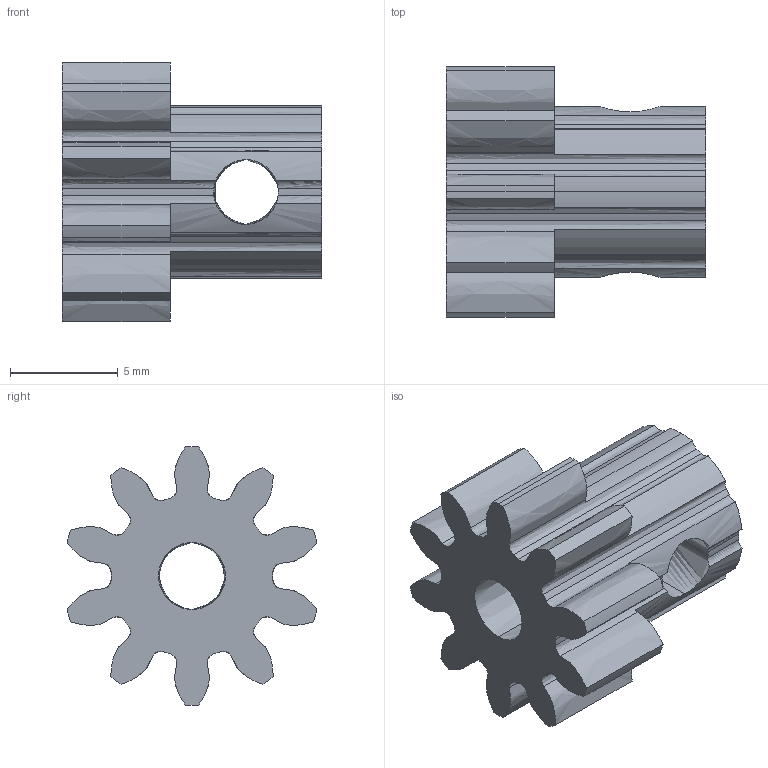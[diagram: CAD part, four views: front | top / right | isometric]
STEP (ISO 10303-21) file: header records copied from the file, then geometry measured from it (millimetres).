
FILE_DESCRIPTION(/* description */ ('STEP AP242','CAx-IF Rec.Pracs.---Representation and Presentation of Product Manufacturing Information (PMI)---4.0---2014-10-13','CAx-IF Rec.Pracs.---3D Tessellated Geometry---0.4---2014-09-14','2;1'),/* implementation_level */ '2;1');
FILE_NAME(/* name */ '68f3cb02488328ffa0b11bed',/* time_stamp */ '2025-10-18T17:14:42Z',/* author */ (''),/* organization */ (''),/* preprocessor_version */ 'ST-DEVELOPER v20',/* originating_system */ 'ONSHAPE BY PTC INC, 1.205',/* authorisation */ ' ');
FILE_SCHEMA (('AP242_MANAGED_MODEL_BASED_3D_ENGINEERING_MIM_LF { 1 0 10303 442 1 1 4 }'));
Length unit declared in the file: metre
Products named in the file (1): Spur gear (10 teeth)
Bounding box: 12 x 11.58 x 12 mm (x, y, z)
Volume: 586.3 mm3; surface area: 768.4 mm2
Topology: 1 solids, 1 shells, 96 faces, 292 edges, 196 vertices
Faces by surface type: bspline 96
Entity records: 6907 total; most frequent: CARTESIAN_POINT 4622, ORIENTED_EDGE 584, DIRECTION 354, EDGE_CURVE 292, VERTEX_POINT 196, AXIS2_PLACEMENT_3D 133, CIRCLE 132, EDGE_LOOP 100
